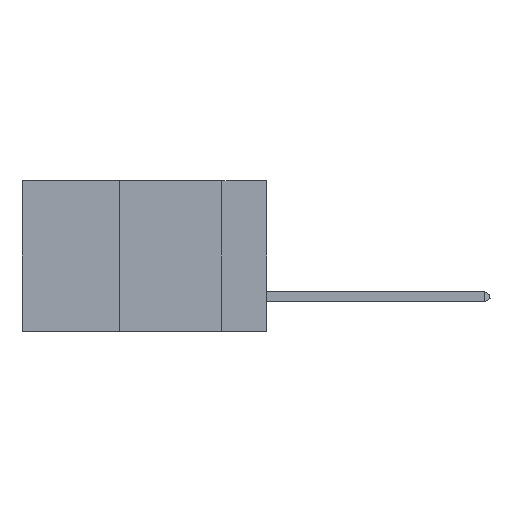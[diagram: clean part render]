
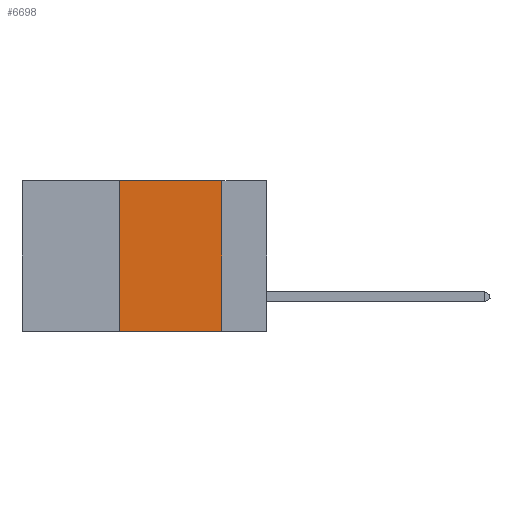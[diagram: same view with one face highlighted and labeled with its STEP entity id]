
A CAD part, left-side view. The second image highlights one B-rep face of the part: STEP entity #6698.
In plain terms, the highlighted planar face has unit normal (-1, 0, 0).
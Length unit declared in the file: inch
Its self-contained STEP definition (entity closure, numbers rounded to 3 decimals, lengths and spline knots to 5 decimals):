
#288 = CARTESIAN_POINT ( 'NONE',  ( 0., 0.6, -0.37 ) ) ;
#317 = CARTESIAN_POINT ( 'NONE',  ( 0., 0.36, -0.37 ) ) ;
#460 = FACE_OUTER_BOUND ( 'NONE', #12426, .T. ) ;
#991 = EDGE_CURVE ( 'NONE', #16540, #7165, #14699, .T. ) ;
#3802 = DIRECTION ( 'NONE',  ( 0., -1., 0. ) ) ;
#3992 = DIRECTION ( 'NONE',  ( 1., 0., 0. ) ) ;
#4244 = CARTESIAN_POINT ( 'NONE',  ( 0., 0.6, 0. ) ) ;
#5234 = AXIS2_PLACEMENT_3D ( 'NONE', #13546, #3992, #16254 ) ;
#5290 = PLANE ( 'NONE',  #5234 ) ;
#6014 = CARTESIAN_POINT ( 'NONE',  ( 0., 0.11, -0.37 ) ) ;
#6698 = ADVANCED_FACE ( 'NONE', ( #460 ), #5290, .F. ) ;
#6965 = VERTEX_POINT ( 'NONE', #20710 ) ;
#7165 = VERTEX_POINT ( 'NONE', #6014 ) ;
#7236 = LINE ( 'NONE', #15371, #22122 ) ;
#8220 = VERTEX_POINT ( 'NONE', #12498 ) ;
#8527 = EDGE_CURVE ( 'NONE', #16540, #6965, #10417, .T. ) ;
#10128 = ORIENTED_EDGE ( 'NONE', *, *, #8527, .F. ) ;
#10134 = ORIENTED_EDGE ( 'NONE', *, *, #991, .T. ) ;
#10417 = LINE ( 'NONE', #10891, #15282 ) ;
#10891 = CARTESIAN_POINT ( 'NONE',  ( 0., 0.36, 0. ) ) ;
#10928 = ORIENTED_EDGE ( 'NONE', *, *, #21946, .F. ) ;
#11572 = DIRECTION ( 'NONE',  ( 0., 0., -1. ) ) ;
#12426 = EDGE_LOOP ( 'NONE', ( #10928, #16456, #10128, #10134 ) ) ;
#12498 = CARTESIAN_POINT ( 'NONE',  ( 0., 0.11, 0. ) ) ;
#12499 = VECTOR ( 'NONE', #19606, 39.37008 ) ;
#12988 = DIRECTION ( 'NONE',  ( 0., 0., 1. ) ) ;
#13546 = CARTESIAN_POINT ( 'NONE',  ( 0., 0.6, 0. ) ) ;
#14699 = LINE ( 'NONE', #288, #22255 ) ;
#15282 = VECTOR ( 'NONE', #12988, 39.37008 ) ;
#15371 = CARTESIAN_POINT ( 'NONE',  ( 0., 0.11, 0. ) ) ;
#15920 = EDGE_CURVE ( 'NONE', #6965, #8220, #17386, .T. ) ;
#16254 = DIRECTION ( 'NONE',  ( 0., 0., -1. ) ) ;
#16456 = ORIENTED_EDGE ( 'NONE', *, *, #15920, .F. ) ;
#16540 = VERTEX_POINT ( 'NONE', #317 ) ;
#17386 = LINE ( 'NONE', #4244, #12499 ) ;
#19606 = DIRECTION ( 'NONE',  ( 0., -1., 0. ) ) ;
#20710 = CARTESIAN_POINT ( 'NONE',  ( 0., 0.36, 0. ) ) ;
#21946 = EDGE_CURVE ( 'NONE', #8220, #7165, #7236, .T. ) ;
#22122 = VECTOR ( 'NONE', #11572, 39.37008 ) ;
#22255 = VECTOR ( 'NONE', #3802, 39.37008 ) ;
